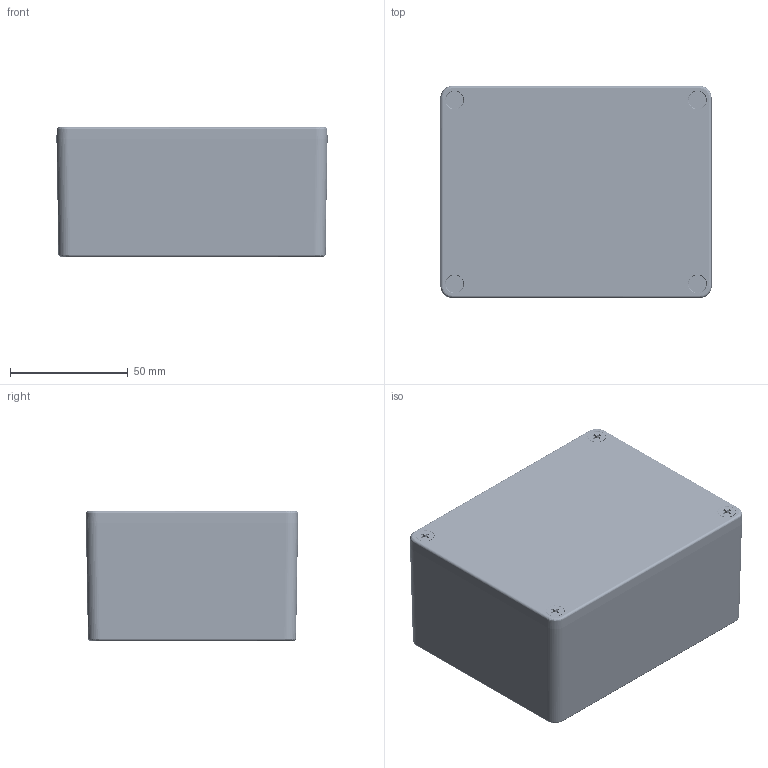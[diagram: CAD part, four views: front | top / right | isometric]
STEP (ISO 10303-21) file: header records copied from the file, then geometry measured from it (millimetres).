
FILE_DESCRIPTION (( 'STEP AP214' ), '1' );
FILE_NAME ('LC-AL-10PT_3D.step', '2023-10-19T14:43:01', ( '' ), ( '' ), 'SwSTEP 2.0', 'SolidWorks 2022', '' );
FILE_SCHEMA (( 'AUTOMOTIVE_DESIGN' ));
Length unit declared in the file: inch
Products named in the file (65): Copy of FIX-DS-XXX-10PT_15^Copy of FIX-DS-XXX-10PT_LC-AL-10PT; Copy of FIX-DS-XXX-10PT_11^Copy of FIX-DS-XXX-10PT_LC-AL-10PT; Copy of FIX-DS-XXX-10PT_38^Copy of FIX-DS-XXX-10PT_LC-AL-10PT; Copy of FIX-DS-XXX-10PT_49^Copy of FIX-DS-XXX-10PT_LC-AL-10PT; Copy of CVR-BOLT-DS-XXX-10PT^Copy of CVR-BOLT-DS-XXX-10PT_LC-AL-10PT; Copy of FIX-DS-XXX-10PT_40^Copy of FIX-DS-XXX-10PT_LC-AL-10PT; Copy of FIX-DS-XXX-10PT_8^Copy of FIX-DS-XXX-10PT_LC-AL-10PT; Copy of FIX-DS-XXX-10PT_25^Copy of FIX-DS-XXX-10PT_LC-AL-10PT; Copy of FIX-DS-XXX-10PT_35^Copy of FIX-DS-XXX-10PT_LC-AL-10PT; Copy of FIX-DS-XXX-10PT_43^Copy of FIX-DS-XXX-10PT_LC-AL-10PT; Copy of FIX-DS-XXX-10PT_5^Copy of FIX-DS-XXX-10PT_LC-AL-10PT; Copy of BODY-DS-XXX-10PT_3^Copy of BODY-DS-XXX-10PT_LC-AL-10PT; Copy of FIX-DS-XXX-10PT_3^Copy of FIX-DS-XXX-10PT_LC-AL-10PT; Copy of BODY-DS-XXX-10PT_2^Copy of BODY-DS-XXX-10PT_LC-AL-10PT; Copy of FIX-DS-XXX-10PT_34^Copy of FIX-DS-XXX-10PT_LC-AL-10PT; Copy of FIX-DS-XXX-10PT_22^Copy of FIX-DS-XXX-10PT_LC-AL-10PT; Copy of FIX-DS-XXX-10PT_32^Copy of FIX-DS-XXX-10PT_LC-AL-10PT; Copy of BODY-DS-XXX-10PT^Copy of BODY-DS-XXX-10PT_LC-AL-10PT; Copy of FIX-DS-XXX-10PT_17^Copy of FIX-DS-XXX-10PT_LC-AL-10PT; Copy of FIX-DS-XXX-10PT_48^Copy of FIX-DS-XXX-10PT_LC-AL-10PT; Copy of FIX-DS-XXX-10PT_37^Copy of FIX-DS-XXX-10PT_LC-AL-10PT; Copy of FIX-DS-XXX-10PT_31^Copy of FIX-DS-XXX-10PT_LC-AL-10PT; Copy of FIX-DS-XXX-10PT^LC-AL-10PT; Copy of FIX-DS-XXX-10PT_9^Copy of FIX-DS-XXX-10PT_LC-AL-10PT; Copy of COVER-DS-XXX-10PT^LC-AL-10PT; Copy of FIX-DS-XXX-10PT_10^Copy of FIX-DS-XXX-10PT_LC-AL-10PT; Copy of FIX-DS-XXX-10PT_27^Copy of FIX-DS-XXX-10PT_LC-AL-10PT; Copy of CVR-BOLT-DS-XXX-10PT_4^Copy of CVR-BOLT-DS-XXX-10PT_LC-AL-10PT; Copy of FIX-DS-XXX-10PT_4^Copy of FIX-DS-XXX-10PT_LC-AL-10PT; Copy of FIX-DS-XXX-10PT_16^Copy of FIX-DS-XXX-10PT_LC-AL-10PT; Copy of FIX-DS-XXX-10PT_19^Copy of FIX-DS-XXX-10PT_LC-AL-10PT; Copy of FIX-DS-XXX-10PT_47^Copy of FIX-DS-XXX-10PT_LC-AL-10PT; Copy of FIX-DS-XXX-10PT_2^Copy of FIX-DS-XXX-10PT_LC-AL-10PT; Copy of FIX-DS-XXX-10PT_42^Copy of FIX-DS-XXX-10PT_LC-AL-10PT; Copy of BODY-DS-XXX-10PT^LC-AL-10PT; Copy of FIX-DS-XXX-10PT_46^Copy of FIX-DS-XXX-10PT_LC-AL-10PT; Copy of BODY-DS-XXX-10PT_4^Copy of BODY-DS-XXX-10PT_LC-AL-10PT; DS-XXX-10PT_DS-XXX-10PT_VA^LC-AL-10PT; Copy of FIX-DS-XXX-10PT_36^Copy of FIX-DS-XXX-10PT_LC-AL-10PT; Copy of FIX-DS-XXX-10PT_33^Copy of FIX-DS-XXX-10PT_LC-AL-10PT ...
Assembly tree (64 placements, depth 3):
  LC-AL-10PT_3D
    Copy of BODY-DS-XXX-10PT^LC-AL-10PT
      Copy of BODY-DS-XXX-10PT_3^Copy of BODY-DS-XXX-10PT_LC-AL-10PT
      Copy of BODY-DS-XXX-10PT_2^Copy of BODY-DS-XXX-10PT_LC-AL-10PT
      Copy of BODY-DS-XXX-10PT_4^Copy of BODY-DS-XXX-10PT_LC-AL-10PT
      Copy of BODY-DS-XXX-10PT^Copy of BODY-DS-XXX-10PT_LC-AL-10PT
    Copy of COVER-DS-XXX-10PT^LC-AL-10PT
      Copy of COVER-DS-XXX-10PT_2^Copy of COVER-DS-XXX-10PT_LC-AL-10PT
    Copy of CVR-BOLT-DS-XXX-10PT^LC-AL-10PT
      Copy of CVR-BOLT-DS-XXX-10PT^Copy of CVR-BOLT-DS-XXX-10PT_LC-AL-10PT
      Copy of CVR-BOLT-DS-XXX-10PT_4^Copy of CVR-BOLT-DS-XXX-10PT_LC-AL-10PT
      Copy of CVR-BOLT-DS-XXX-10PT_2^Copy of CVR-BOLT-DS-XXX-10PT_LC-AL-10PT
      Copy of CVR-BOLT-DS-XXX-10PT_3^Copy of CVR-BOLT-DS-XXX-10PT_LC-AL-10PT
    Copy of FIX-DS-XXX-10PT^LC-AL-10PT
      Copy of FIX-DS-XXX-10PT_40^Copy of FIX-DS-XXX-10PT_LC-AL-10PT
      Copy of FIX-DS-XXX-10PT_32^Copy of FIX-DS-XXX-10PT_LC-AL-10PT
      Copy of FIX-DS-XXX-10PT_28^Copy of FIX-DS-XXX-10PT_LC-AL-10PT
      Copy of FIX-DS-XXX-10PT_14^Copy of FIX-DS-XXX-10PT_LC-AL-10PT
      Copy of FIX-DS-XXX-10PT_27^Copy of FIX-DS-XXX-10PT_LC-AL-10PT
      Copy of FIX-DS-XXX-10PT_48^Copy of FIX-DS-XXX-10PT_LC-AL-10PT
      Copy of FIX-DS-XXX-10PT_45^Copy of FIX-DS-XXX-10PT_LC-AL-10PT
      Copy of FIX-DS-XXX-10PT_18^Copy of FIX-DS-XXX-10PT_LC-AL-10PT
      Copy of FIX-DS-XXX-10PT_38^Copy of FIX-DS-XXX-10PT_LC-AL-10PT
      Copy of FIX-DS-XXX-10PT_4^Copy of FIX-DS-XXX-10PT_LC-AL-10PT
      Copy of FIX-DS-XXX-10PT_15^Copy of FIX-DS-XXX-10PT_LC-AL-10PT
      Copy of FIX-DS-XXX-10PT_42^Copy of FIX-DS-XXX-10PT_LC-AL-10PT
      Copy of FIX-DS-XXX-10PT_36^Copy of FIX-DS-XXX-10PT_LC-AL-10PT
      Copy of FIX-DS-XXX-10PT_12^Copy of FIX-DS-XXX-10PT_LC-AL-10PT
      Copy of FIX-DS-XXX-10PT_21^Copy of FIX-DS-XXX-10PT_LC-AL-10PT
      Copy of FIX-DS-XXX-10PT_37^Copy of FIX-DS-XXX-10PT_LC-AL-10PT
      Copy of FIX-DS-XXX-10PT_31^Copy of FIX-DS-XXX-10PT_LC-AL-10PT
      Copy of FIX-DS-XXX-10PT_9^Copy of FIX-DS-XXX-10PT_LC-AL-10PT
      Copy of FIX-DS-XXX-10PT_30^Copy of FIX-DS-XXX-10PT_LC-AL-10PT
      Copy of FIX-DS-XXX-10PT_43^Copy of FIX-DS-XXX-10PT_LC-AL-10PT
      Copy of FIX-DS-XXX-10PT_16^Copy of FIX-DS-XXX-10PT_LC-AL-10PT
      Copy of FIX-DS-XXX-10PT_11^Copy of FIX-DS-XXX-10PT_LC-AL-10PT
      Copy of FIX-DS-XXX-10PT_50^Copy of FIX-DS-XXX-10PT_LC-AL-10PT
      Copy of FIX-DS-XXX-10PT_46^Copy of FIX-DS-XXX-10PT_LC-AL-10PT
      Copy of FIX-DS-XXX-10PT_24^Copy of FIX-DS-XXX-10PT_LC-AL-10PT
      Copy of FIX-DS-XXX-10PT_47^Copy of FIX-DS-XXX-10PT_LC-AL-10PT
      Copy of FIX-DS-XXX-10PT_33^Copy of FIX-DS-XXX-10PT_LC-AL-10PT
      Copy of FIX-DS-XXX-10PT_44^Copy of FIX-DS-XXX-10PT_LC-AL-10PT
      Copy of FIX-DS-XXX-10PT_29^Copy of FIX-DS-XXX-10PT_LC-AL-10PT
      Copy of FIX-DS-XXX-10PT_20^Copy of FIX-DS-XXX-10PT_LC-AL-10PT
      Copy of FIX-DS-XXX-10PT_3^Copy of FIX-DS-XXX-10PT_LC-AL-10PT
      Copy of FIX-DS-XXX-10PT_39^Copy of FIX-DS-XXX-10PT_LC-AL-10PT
      Copy of FIX-DS-XXX-10PT_13^Copy of FIX-DS-XXX-10PT_LC-AL-10PT
      Copy of FIX-DS-XXX-10PT^Copy of FIX-DS-XXX-10PT_LC-AL-10PT
      Copy of FIX-DS-XXX-10PT_6^Copy of FIX-DS-XXX-10PT_LC-AL-10PT
      Copy of FIX-DS-XXX-10PT_10^Copy of FIX-DS-XXX-10PT_LC-AL-10PT
      Copy of FIX-DS-XXX-10PT_49^Copy of FIX-DS-XXX-10PT_LC-AL-10PT
      Copy of FIX-DS-XXX-10PT_17^Copy of FIX-DS-XXX-10PT_LC-AL-10PT
      Copy of FIX-DS-XXX-10PT_41^Copy of FIX-DS-XXX-10PT_LC-AL-10PT
      Copy of FIX-DS-XXX-10PT_25^Copy of FIX-DS-XXX-10PT_LC-AL-10PT
      Copy of FIX-DS-XXX-10PT_19^Copy of FIX-DS-XXX-10PT_LC-AL-10PT
      Copy of FIX-DS-XXX-10PT_26^Copy of FIX-DS-XXX-10PT_LC-AL-10PT
      Copy of FIX-DS-XXX-10PT_8^Copy of FIX-DS-XXX-10PT_LC-AL-10PT
      Copy of FIX-DS-XXX-10PT_5^Copy of FIX-DS-XXX-10PT_LC-AL-10PT
      Copy of FIX-DS-XXX-10PT_34^Copy of FIX-DS-XXX-10PT_LC-AL-10PT
      Copy of FIX-DS-XXX-10PT_35^Copy of FIX-DS-XXX-10PT_LC-AL-10PT
Bounding box: 115 x 90 x 55 mm (x, y, z)
Volume: 174279.3 mm3; surface area: 135081.9 mm2
Topology: 60 solids, 60 shells, 5330 faces, 13368 edges, 8078 vertices
Faces by surface type: bspline 2952, cylinder 1310, plane 996, cone 72
Entity records: 232261 total; most frequent: CARTESIAN_POINT 121642, ORIENTED_EDGE 26656, DIRECTION 14800, EDGE_CURVE 13328, VERTEX_POINT 8078, VECTOR 6006, LINE 6006, EDGE_LOOP 5432
